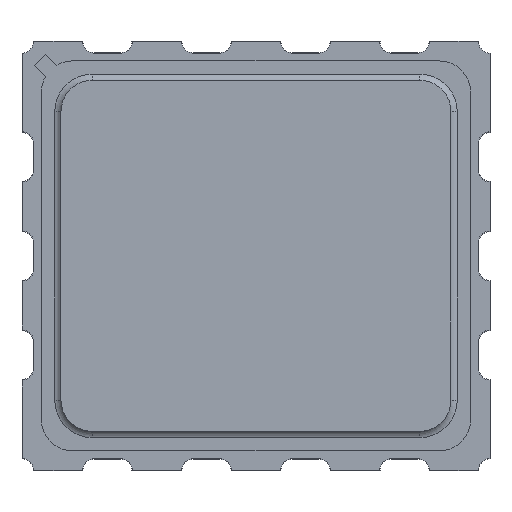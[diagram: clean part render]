
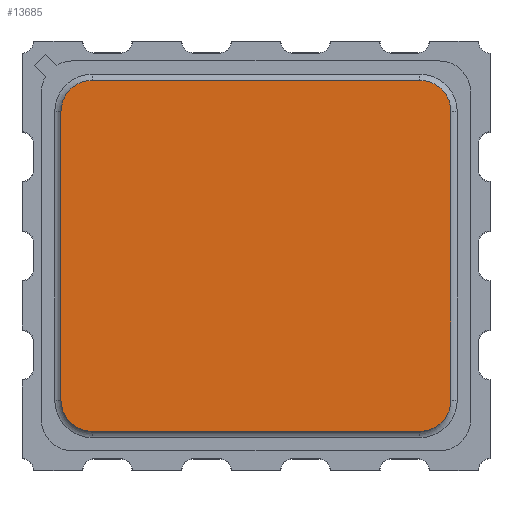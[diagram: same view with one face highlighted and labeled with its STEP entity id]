
A CAD part, top view. The second image highlights one B-rep face of the part: STEP entity #13685.
In plain terms, the highlighted face is planar.
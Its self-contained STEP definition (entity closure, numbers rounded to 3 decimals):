
#13442=CARTESIAN_POINT('',(2.1,0.114,1.85));
#13443=DIRECTION('',(0.,1.,0.));
#13444=DIRECTION('',(0.,0.,1.));
#13445=AXIS2_PLACEMENT_3D('',#13442,#13443,#13444);
#13450=DIRECTION('',(1.,0.,0.));
#13451=VECTOR('',#13450,4.2);
#13452=CARTESIAN_POINT('',(-2.1,0.114,2.25));
#13453=LINE('',#13452,#13451);
#13457=CARTESIAN_POINT('',(-2.1,0.114,1.85));
#13458=DIRECTION('',(0.,1.,0.));
#13459=DIRECTION('',(-1.,0.,0.));
#13460=AXIS2_PLACEMENT_3D('',#13457,#13458,#13459);
#13465=DIRECTION('',(0.,0.,1.));
#13466=VECTOR('',#13465,3.7);
#13467=CARTESIAN_POINT('',(-2.5,0.114,-1.85));
#13468=LINE('',#13467,#13466);
#13472=CARTESIAN_POINT('',(-2.1,0.114,-1.85));
#13473=DIRECTION('',(0.,1.,0.));
#13474=DIRECTION('',(0.,0.,-1.));
#13475=AXIS2_PLACEMENT_3D('',#13472,#13473,#13474);
#13480=DIRECTION('',(-1.,0.,0.));
#13481=VECTOR('',#13480,4.2);
#13482=CARTESIAN_POINT('',(2.1,0.114,-2.25));
#13483=LINE('',#13482,#13481);
#13487=CARTESIAN_POINT('',(2.1,0.114,-1.85));
#13488=DIRECTION('',(0.,1.,0.));
#13489=DIRECTION('',(1.,0.,0.));
#13490=AXIS2_PLACEMENT_3D('',#13487,#13488,#13489);
#13495=DIRECTION('',(0.,0.,-1.));
#13496=VECTOR('',#13495,3.7);
#13497=CARTESIAN_POINT('',(2.5,0.114,1.85));
#13498=LINE('',#13497,#13496);
#13506=CARTESIAN_POINT('',(2.1,0.114,2.25));
#13507=VERTEX_POINT('',#13506);
#13508=CARTESIAN_POINT('',(2.5,0.114,1.85));
#13509=VERTEX_POINT('',#13508);
#13514=CARTESIAN_POINT('',(-2.5,0.114,1.85));
#13515=VERTEX_POINT('',#13514);
#13516=CARTESIAN_POINT('',(-2.1,0.114,2.25));
#13517=VERTEX_POINT('',#13516);
#13522=CARTESIAN_POINT('',(-2.1,0.114,-2.25));
#13523=VERTEX_POINT('',#13522);
#13524=CARTESIAN_POINT('',(-2.5,0.114,-1.85));
#13525=VERTEX_POINT('',#13524);
#13530=CARTESIAN_POINT('',(2.5,0.114,-1.85));
#13531=VERTEX_POINT('',#13530);
#13532=CARTESIAN_POINT('',(2.1,0.114,-2.25));
#13533=VERTEX_POINT('',#13532);
#13670=CARTESIAN_POINT('',(0.,0.114,0.));
#13671=DIRECTION('',(0.,1.,0.));
#13672=DIRECTION('',(1.,0.,0.));
#13673=AXIS2_PLACEMENT_3D('',#13670,#13671,#13672);
#13674=PLANE('',#13673);
#13675=ORIENTED_EDGE('',*,*,#13566,.F.);
#13676=ORIENTED_EDGE('',*,*,#13582,.F.);
#13677=ORIENTED_EDGE('',*,*,#13595,.F.);
#13678=ORIENTED_EDGE('',*,*,#13610,.F.);
#13679=ORIENTED_EDGE('',*,*,#13623,.F.);
#13680=ORIENTED_EDGE('',*,*,#13638,.F.);
#13681=ORIENTED_EDGE('',*,*,#13651,.F.);
#13682=ORIENTED_EDGE('',*,*,#13663,.F.);
#13683=EDGE_LOOP('',(#13675,#13676,#13677,#13678,#13679,#13680,#13681,#13682));
#13684=FACE_OUTER_BOUND('',#13683,.F.);
#13446=CIRCLE('',#13445,0.4);
#13461=CIRCLE('',#13460,0.4);
#13476=CIRCLE('',#13475,0.4);
#13491=CIRCLE('',#13490,0.4);
#13566=EDGE_CURVE('',#13507,#13509,#13446,.T.);
#13582=EDGE_CURVE('',#13517,#13507,#13453,.T.);
#13595=EDGE_CURVE('',#13515,#13517,#13461,.T.);
#13610=EDGE_CURVE('',#13525,#13515,#13468,.T.);
#13623=EDGE_CURVE('',#13523,#13525,#13476,.T.);
#13638=EDGE_CURVE('',#13533,#13523,#13483,.T.);
#13651=EDGE_CURVE('',#13531,#13533,#13491,.T.);
#13663=EDGE_CURVE('',#13509,#13531,#13498,.T.);
#13685=ADVANCED_FACE('',(#13684),#13674,.T.);
